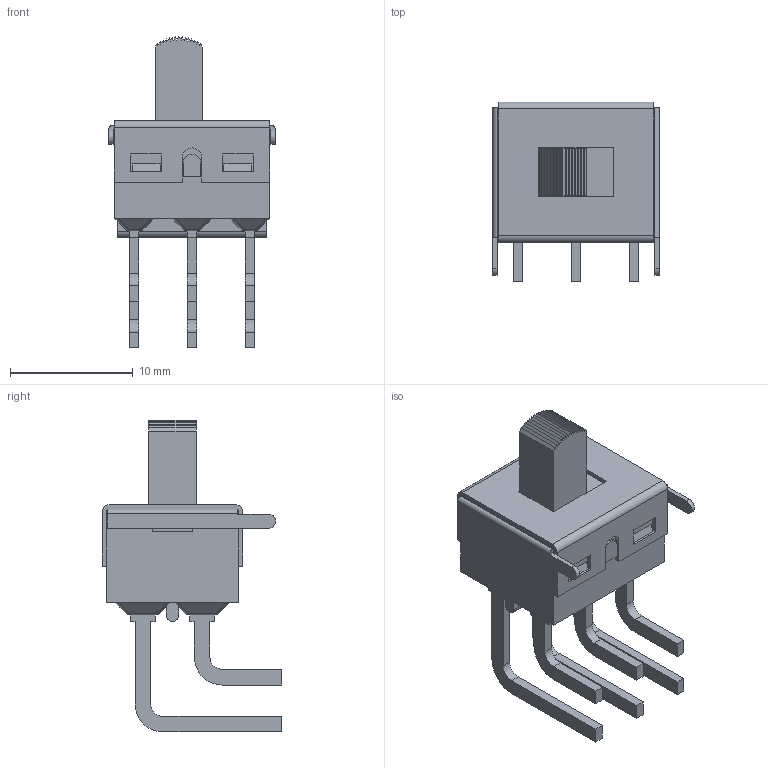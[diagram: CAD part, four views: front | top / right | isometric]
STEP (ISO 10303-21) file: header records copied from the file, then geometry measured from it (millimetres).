
FILE_DESCRIPTION(/* description */ (''),/* implementation_level */ '2;1');
FILE_NAME(/* name */ '500SDPxS2M6xEA.stp',/* time_stamp */ '2025-05-14T16:05:50-05:00',/* author */ ('mroman'),/* organization */ (''),/* preprocessor_version */ 'ST-DEVELOPER v18.1',/* originating_system */ 'Autodesk Inventor 2022',/* authorisation */ '');
FILE_SCHEMA (('AUTOMOTIVE_DESIGN { 1 0 10303 214 3 1 1 }'));
Length unit declared in the file: inch
Products named in the file (1): 500SDPxS2M6xEA
Bounding box: 13.57 x 14.61 x 25.37 mm (x, y, z)
Volume: 820.5 mm3; surface area: 1981.2 mm2
Topology: 1 solids, 1 shells, 353 faces, 962 edges, 598 vertices
Faces by surface type: plane 249, cylinder 78, sphere 24, cone 2
Full cylindrical faces by diameter (mm): 2.4 x1
Entity records: 10839 total; most frequent: CARTESIAN_POINT 1898, ORIENTED_EDGE 1876, DIRECTION 1810, EDGE_CURVE 938, LINE 766, VECTOR 766, VERTEX_POINT 598, AXIS2_PLACEMENT_3D 522
